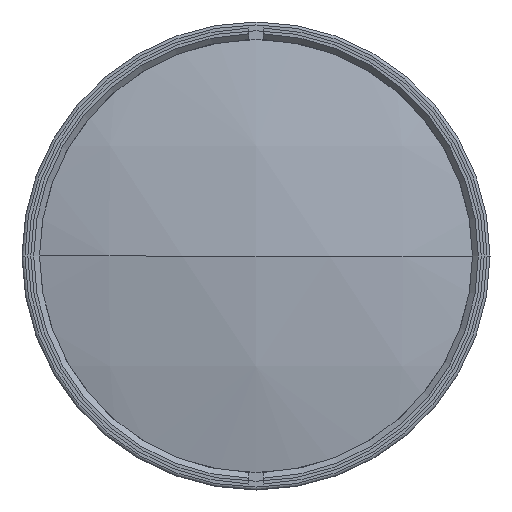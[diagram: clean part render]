
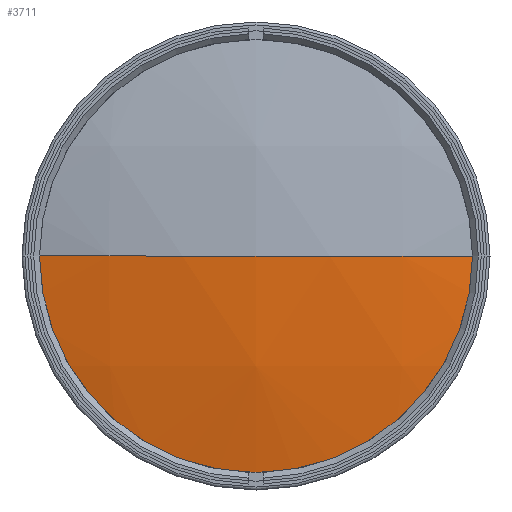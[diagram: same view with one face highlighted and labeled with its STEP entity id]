
A CAD part, left-side view. The second image highlights one B-rep face of the part: STEP entity #3711.
In plain terms, the highlighted spherical face has radius 161 mm.
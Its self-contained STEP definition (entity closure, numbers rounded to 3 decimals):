
#30 = AXIS2_PLACEMENT_3D ( 'NONE', #3265, #3633, #3329 ) ;
#328 = AXIS2_PLACEMENT_3D ( 'NONE', #2372, #3822, #3451 ) ;
#479 = FACE_OUTER_BOUND ( 'NONE', #1728, .T. ) ;
#561 = DIRECTION ( 'NONE',  ( 0., 1., 0. ) ) ;
#658 = CARTESIAN_POINT ( 'NONE',  ( -160.802, -37.5, 0. ) ) ;
#862 = SPHERICAL_SURFACE ( 'NONE', #2651, 161. ) ;
#1161 = VERTEX_POINT ( 'NONE', #658 ) ;
#1207 = CIRCLE ( 'NONE', #30, 161. ) ;
#1310 = CIRCLE ( 'NONE', #1891, 37.5 ) ;
#1314 = CARTESIAN_POINT ( 'NONE',  ( -165.23, 0., 0. ) ) ;
#1563 = VERTEX_POINT ( 'NONE', #1314 ) ;
#1580 = CARTESIAN_POINT ( 'NONE',  ( -160.802, 37.5, 0. ) ) ;
#1612 = CARTESIAN_POINT ( 'NONE',  ( -4.23, 0., 0. ) ) ;
#1728 = EDGE_LOOP ( 'NONE', ( #1842, #2767, #4170 ) ) ;
#1842 = ORIENTED_EDGE ( 'NONE', *, *, #4307, .T. ) ;
#1891 = AXIS2_PLACEMENT_3D ( 'NONE', #3576, #4674, #2858 ) ;
#2028 = EDGE_CURVE ( 'NONE', #1161, #1563, #2356, .T. ) ;
#2356 = CIRCLE ( 'NONE', #328, 161. ) ;
#2372 = CARTESIAN_POINT ( 'NONE',  ( -4.23, 0., 0. ) ) ;
#2509 = EDGE_CURVE ( 'NONE', #2800, #1563, #1207, .T. ) ;
#2651 = AXIS2_PLACEMENT_3D ( 'NONE', #1612, #3511, #561 ) ;
#2767 = ORIENTED_EDGE ( 'NONE', *, *, #2028, .T. ) ;
#2800 = VERTEX_POINT ( 'NONE', #1580 ) ;
#2858 = DIRECTION ( 'NONE',  ( 0., 0., 1. ) ) ;
#3265 = CARTESIAN_POINT ( 'NONE',  ( -4.23, 0., 0. ) ) ;
#3329 = DIRECTION ( 'NONE',  ( 0., -1., 0. ) ) ;
#3451 = DIRECTION ( 'NONE',  ( 0., 1., 0. ) ) ;
#3511 = DIRECTION ( 'NONE',  ( 0., 0., -1. ) ) ;
#3576 = CARTESIAN_POINT ( 'NONE',  ( -160.802, 0., 0. ) ) ;
#3633 = DIRECTION ( 'NONE',  ( 0., 0., 1. ) ) ;
#3711 = ADVANCED_FACE ( 'NONE', ( #479 ), #862, .T. ) ;
#3822 = DIRECTION ( 'NONE',  ( 0., 0., -1. ) ) ;
#4170 = ORIENTED_EDGE ( 'NONE', *, *, #2509, .F. ) ;
#4307 = EDGE_CURVE ( 'NONE', #2800, #1161, #1310, .T. ) ;
#4674 = DIRECTION ( 'NONE',  ( -1., 0., 0. ) ) ;
